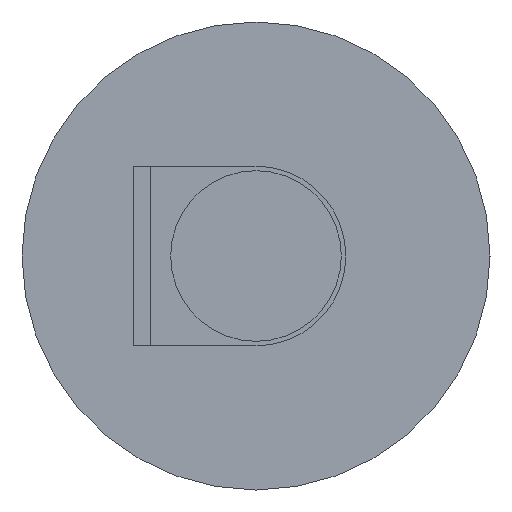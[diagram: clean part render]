
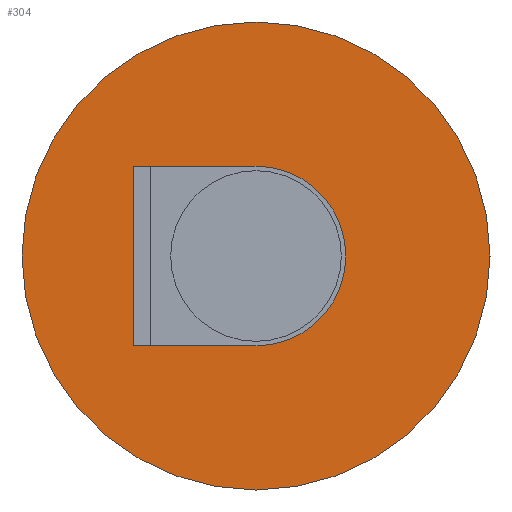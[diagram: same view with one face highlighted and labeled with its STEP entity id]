
A CAD part, left-side view. The second image highlights one B-rep face of the part: STEP entity #304.
In plain terms, the highlighted planar face has unit normal (-1, 0, 0).
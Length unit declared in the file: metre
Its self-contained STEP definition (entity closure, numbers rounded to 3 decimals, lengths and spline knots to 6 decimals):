
#52=PLANE('',#369);
#71=ORIENTED_EDGE('',*,*,#133,.F.);
#133=EDGE_CURVE('',#167,#167,#195,.T.);
#167=VERTEX_POINT('',#515);
#195=CIRCLE('',#367,0.03429);
#219=EDGE_LOOP('',(#71));
#259=FACE_BOUND('',#219,.T.);
#304=ADVANCED_FACE('',(#259),#52,.F.);
#367=AXIS2_PLACEMENT_3D('',#514,#422,#423);
#369=AXIS2_PLACEMENT_3D('',#517,#426,#427);
#422=DIRECTION('',(1.,0.,0.));
#423=DIRECTION('',(0.,-1.,0.));
#426=DIRECTION('',(1.,0.,0.));
#427=DIRECTION('',(0.,0.,-1.));
#514=CARTESIAN_POINT('',(0.03171,0.,0.));
#515=CARTESIAN_POINT('',(0.03171,-0.03429,0.));
#517=CARTESIAN_POINT('',(0.03171,0.,0.));
